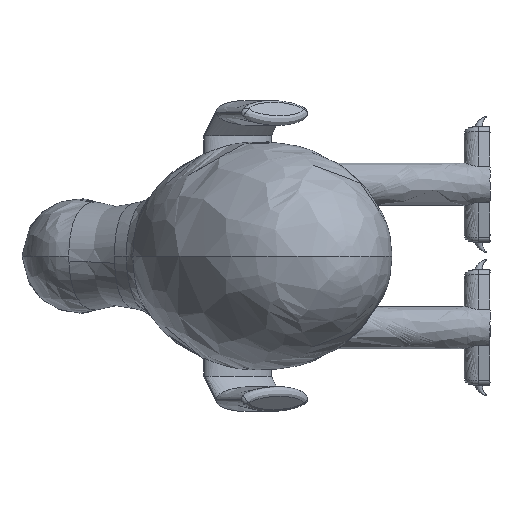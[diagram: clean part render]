
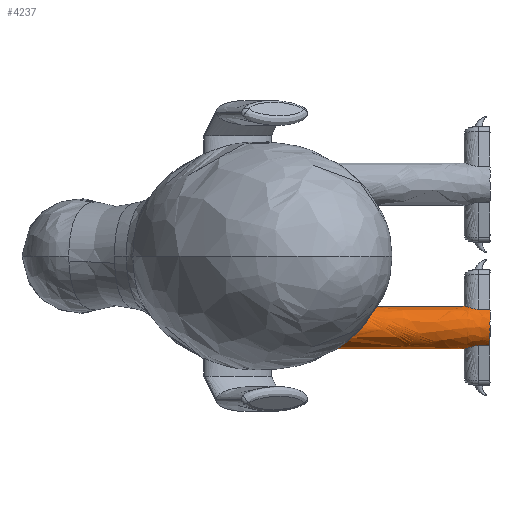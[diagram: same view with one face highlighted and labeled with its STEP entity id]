
A CAD part, left-side view. The second image highlights one B-rep face of the part: STEP entity #4237.
In plain terms, the highlighted free-form (B-spline) face has degree [2, 1] with [5, 2] control points.
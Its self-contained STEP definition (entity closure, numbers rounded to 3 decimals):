
#511 = EDGE_CURVE('',#512,#514,#516,.T.);
#512 = VERTEX_POINT('',#513);
#513 = CARTESIAN_POINT('',(0.,-28.893,
    -13.052));
#514 = VERTEX_POINT('',#515);
#515 = CARTESIAN_POINT('',(0.,-18.731,
    -24.24));
#516 = B_SPLINE_CURVE_WITH_KNOTS('',3,(#517,#518,#519,#520,#521,#522,
    #523,#524,#525,#526,#527,#528,#529,#530,#531,#532,#533,#534,#535,
    #536,#537,#538,#539,#540,#541,#542,#543,#544,#545,#546,#547,#548,
    #549,#550,#551,#552),.UNSPECIFIED.,.F.,.F.,(4,2,2,2,2,2,2,2,2,2,2,2,
    2,2,2,2,2,4),(0.014,0.015,
    0.016,0.016,0.017,
    0.018,0.018,0.019,
    0.02,0.021,0.022,
    0.023,0.024,0.025,
    0.026,0.026,0.027,
    0.028),.UNSPECIFIED.);
#517 = CARTESIAN_POINT('',(0.,-28.893,
    -13.052));
#518 = CARTESIAN_POINT('',(-0.425,-29.012,
    -13.052));
#519 = CARTESIAN_POINT('',(-0.855,-29.101,
    -13.1));
#520 = CARTESIAN_POINT('',(-1.722,-29.21,
    -13.305));
#521 = CARTESIAN_POINT('',(-2.137,-29.227,
    -13.457));
#522 = CARTESIAN_POINT('',(-2.73,-29.193,
    -13.759));
#523 = CARTESIAN_POINT('',(-2.925,-29.172,
    -13.873));
#524 = CARTESIAN_POINT('',(-3.291,-29.109,
    -14.118));
#525 = CARTESIAN_POINT('',(-3.465,-29.068,
    -14.249));
#526 = CARTESIAN_POINT('',(-3.958,-28.916,
    -14.67));
#527 = CARTESIAN_POINT('',(-4.251,-28.776,
    -14.987));
#528 = CARTESIAN_POINT('',(-4.739,-28.435,
    -15.646));
#529 = CARTESIAN_POINT('',(-4.941,-28.232,
    -15.996));
#530 = CARTESIAN_POINT('',(-5.256,-27.786,
    -16.695));
#531 = CARTESIAN_POINT('',(-5.372,-27.542,
    -17.045));
#532 = CARTESIAN_POINT('',(-5.533,-27.017,
    -17.746));
#533 = CARTESIAN_POINT('',(-5.577,-26.738,
    -18.094));
#534 = CARTESIAN_POINT('',(-5.603,-26.165,
    -18.765));
#535 = CARTESIAN_POINT('',(-5.585,-25.869,
    -19.092));
#536 = CARTESIAN_POINT('',(-5.497,-25.26,
    -19.729));
#537 = CARTESIAN_POINT('',(-5.426,-24.945,
    -20.04));
#538 = CARTESIAN_POINT('',(-5.239,-24.315,
    -20.632));
#539 = CARTESIAN_POINT('',(-5.122,-23.999,-20.915
    ));
#540 = CARTESIAN_POINT('',(-4.846,-23.362,
    -21.456));
#541 = CARTESIAN_POINT('',(-4.687,-23.043,
    -21.714));
#542 = CARTESIAN_POINT('',(-4.324,-22.401,
    -22.208));
#543 = CARTESIAN_POINT('',(-4.12,-22.08,-22.442
    ));
#544 = CARTESIAN_POINT('',(-3.672,-21.454,
    -22.877));
#545 = CARTESIAN_POINT('',(-3.428,-21.147,
    -23.078));
#546 = CARTESIAN_POINT('',(-2.89,-20.55,
    -23.447));
#547 = CARTESIAN_POINT('',(-2.593,-20.258,
    -23.615));
#548 = CARTESIAN_POINT('',(-1.949,-19.716,
    -23.901));
#549 = CARTESIAN_POINT('',(-1.602,-19.466,
    -24.02));
#550 = CARTESIAN_POINT('',(-0.837,-19.03,
    -24.191));
#551 = CARTESIAN_POINT('',(-0.433,-18.852,-24.24
    ));
#552 = CARTESIAN_POINT('',(0.,-18.731,
    -24.24));
#2092 = EDGE_CURVE('',#512,#2093,#2095,.T.);
#2093 = VERTEX_POINT('',#2094);
#2094 = CARTESIAN_POINT('',(0.,-53.083,
    -13.052));
#2095 = B_SPLINE_CURVE_WITH_KNOTS('',1,(#2096,#2097),.UNSPECIFIED.,.F.,
  .F.,(2,2),(61.199,77.415),.PIECEWISE_BEZIER_KNOTS.);
#2096 = CARTESIAN_POINT('',(0.,-28.893,
    -13.052));
#2097 = CARTESIAN_POINT('',(0.,-53.083,
    -13.052));
#2150 = VERTEX_POINT('',#2151);
#2151 = CARTESIAN_POINT('',(0.,-53.083,
    -24.24));
#2170 = EDGE_CURVE('',#514,#2150,#2171,.T.);
#2171 = B_SPLINE_CURVE_WITH_KNOTS('',1,(#2172,#2173),.UNSPECIFIED.,.F.,
  .F.,(2,2),(54.386,77.415),.PIECEWISE_BEZIER_KNOTS.);
#2172 = CARTESIAN_POINT('',(0.,-18.731,-24.24));
#2173 = CARTESIAN_POINT('',(0.,-53.083,-24.24));
#4130 = VERTEX_POINT('',#4131);
#4131 = CARTESIAN_POINT('',(-2.949,-59.667,
    -23.4));
#4221 = VERTEX_POINT('',#4222);
#4222 = CARTESIAN_POINT('',(-2.949,-59.667,
    -13.892));
#4227 = EDGE_CURVE('',#4130,#4221,#4228,.T.);
#4228 = ( BOUNDED_CURVE() B_SPLINE_CURVE(2,(#4229,#4230,#4231),
.UNSPECIFIED.,.F.,.F.) B_SPLINE_CURVE_WITH_KNOTS((3,3),(3.697,
5.728),.PIECEWISE_BEZIER_KNOTS.) CURVE() 
GEOMETRIC_REPRESENTATION_ITEM() RATIONAL_B_SPLINE_CURVE((1.,
0.527,1.)) REPRESENTATION_ITEM('') );
#4229 = CARTESIAN_POINT('',(-2.949,-59.667,
    -23.4));
#4230 = CARTESIAN_POINT('',(-10.612,-59.667,
    -18.646));
#4231 = CARTESIAN_POINT('',(-2.949,-59.667,
    -13.892));
#4237 = ADVANCED_FACE('',(#4238),#4294,.T.);
#4238 = FACE_BOUND('',#4239,.T.);
#4239 = EDGE_LOOP('',(#4240,#4241,#4242,#4243,#4266,#4271,#4272,#4279));
#4240 = ORIENTED_EDGE('',*,*,#2092,.F.);
#4241 = ORIENTED_EDGE('',*,*,#511,.T.);
#4242 = ORIENTED_EDGE('',*,*,#2170,.T.);
#4243 = ORIENTED_EDGE('',*,*,#4244,.F.);
#4244 = EDGE_CURVE('',#4245,#2150,#4247,.T.);
#4245 = VERTEX_POINT('',#4246);
#4246 = CARTESIAN_POINT('',(-2.949,-56.683,
    -23.4));
#4247 = B_SPLINE_CURVE_WITH_KNOTS('',3,(#4248,#4249,#4250,#4251,#4252,
    #4253,#4254,#4255,#4256,#4257,#4258,#4259,#4260,#4261,#4262,#4263,
    #4264,#4265),.UNSPECIFIED.,.F.,.F.,(4,2,2,2,2,2,2,2,4),(0.,
    0.,0.001,0.001,
    0.002,0.002,0.003,
    0.003,0.003),.UNSPECIFIED.);
#4248 = CARTESIAN_POINT('',(-2.949,-56.683,
    -23.4));
#4249 = CARTESIAN_POINT('',(-2.949,-56.469,
    -23.4));
#4250 = CARTESIAN_POINT('',(-2.928,-56.26,
    -23.413));
#4251 = CARTESIAN_POINT('',(-2.848,-55.849,
    -23.461));
#4252 = CARTESIAN_POINT('',(-2.788,-55.647,
    -23.496));
#4253 = CARTESIAN_POINT('',(-2.636,-55.259,
    -23.581));
#4254 = CARTESIAN_POINT('',(-2.544,-55.075,
    -23.629));
#4255 = CARTESIAN_POINT('',(-2.331,-54.724,
    -23.732));
#4256 = CARTESIAN_POINT('',(-2.21,-54.556,
    -23.787));
#4257 = CARTESIAN_POINT('',(-1.945,-54.243,
    -23.893));
#4258 = CARTESIAN_POINT('',(-1.802,-54.097,
    -23.944));
#4259 = CARTESIAN_POINT('',(-1.491,-53.826,
    -24.04));
#4260 = CARTESIAN_POINT('',(-1.322,-53.7,
    -24.084));
#4261 = CARTESIAN_POINT('',(-0.973,-53.477,
    -24.157));
#4262 = CARTESIAN_POINT('',(-0.79,-53.379,
    -24.187));
#4263 = CARTESIAN_POINT('',(-0.407,-53.209,
    -24.228));
#4264 = CARTESIAN_POINT('',(-0.205,-53.137,
    -24.24));
#4265 = CARTESIAN_POINT('',(0.,-53.083,
    -24.24));
#4266 = ORIENTED_EDGE('',*,*,#4267,.F.);
#4267 = EDGE_CURVE('',#4130,#4245,#4268,.T.);
#4268 = B_SPLINE_CURVE_WITH_KNOTS('',1,(#4269,#4270),.UNSPECIFIED.,.F.,
  .F.,(2,2),(-81.829,-79.829),.PIECEWISE_BEZIER_KNOTS.);
#4269 = CARTESIAN_POINT('',(-2.949,-59.667,
    -23.4));
#4270 = CARTESIAN_POINT('',(-2.949,-56.683,
    -23.4));
#4271 = ORIENTED_EDGE('',*,*,#4227,.T.);
#4272 = ORIENTED_EDGE('',*,*,#4273,.F.);
#4273 = EDGE_CURVE('',#4274,#4221,#4276,.T.);
#4274 = VERTEX_POINT('',#4275);
#4275 = CARTESIAN_POINT('',(-2.949,-56.683,
    -13.892));
#4276 = B_SPLINE_CURVE_WITH_KNOTS('',1,(#4277,#4278),.UNSPECIFIED.,.F.,
  .F.,(2,2),(79.829,81.829),.PIECEWISE_BEZIER_KNOTS.);
#4277 = CARTESIAN_POINT('',(-2.949,-56.683,
    -13.892));
#4278 = CARTESIAN_POINT('',(-2.949,-59.667,
    -13.892));
#4279 = ORIENTED_EDGE('',*,*,#4280,.F.);
#4280 = EDGE_CURVE('',#2093,#4274,#4281,.T.);
#4281 = B_SPLINE_CURVE_WITH_KNOTS('',3,(#4282,#4283,#4284,#4285,#4286,
    #4287,#4288,#4289,#4290,#4291,#4292,#4293),.UNSPECIFIED.,.F.,.F.,(4,
    2,2,2,2,4),(0.005,0.005,0.006
    ,0.006,0.007,0.008),
  .UNSPECIFIED.);
#4282 = CARTESIAN_POINT('',(0.,-53.083,
    -13.052));
#4283 = CARTESIAN_POINT('',(-0.205,-53.137,
    -13.052));
#4284 = CARTESIAN_POINT('',(-0.406,-53.209,
    -13.064));
#4285 = CARTESIAN_POINT('',(-0.79,-53.379,
    -13.105));
#4286 = CARTESIAN_POINT('',(-0.975,-53.478,
    -13.135));
#4287 = CARTESIAN_POINT('',(-1.505,-53.817,
    -13.246));
#4288 = CARTESIAN_POINT('',(-1.815,-54.088,
    -13.347));
#4289 = CARTESIAN_POINT('',(-2.345,-54.716,
    -13.56));
#4290 = CARTESIAN_POINT('',(-2.558,-55.062,
    -13.668));
#4291 = CARTESIAN_POINT('',(-2.864,-55.839,
    -13.838));
#4292 = CARTESIAN_POINT('',(-2.949,-56.255,
    -13.892));
#4293 = CARTESIAN_POINT('',(-2.949,-56.683,
    -13.892));
#4294 = ( BOUNDED_SURFACE() B_SPLINE_SURFACE(2,1,(
    (#4295,#4296)
    ,(#4297,#4298)
    ,(#4299,#4300)
    ,(#4301,#4302)
    ,(#4303,#4304
)),.UNSPECIFIED.,.F.,.F.,.F.) B_SPLINE_SURFACE_WITH_KNOTS((3,2,3),(2,2),
  (3.142,4.712,6.283),(54.386,
    81.829),.PIECEWISE_BEZIER_KNOTS.) 
GEOMETRIC_REPRESENTATION_ITEM() RATIONAL_B_SPLINE_SURFACE((
    (1.,1.)
    ,(0.707,0.707)
    ,(1.,1.)
    ,(0.707,0.707)
,(1.,1.))) REPRESENTATION_ITEM('') SURFACE() );
#4295 = CARTESIAN_POINT('',(0.,-18.731,
    -13.052));
#4296 = CARTESIAN_POINT('',(0.,-59.667,
    -13.052));
#4297 = CARTESIAN_POINT('',(-5.594,-18.731,
    -13.052));
#4298 = CARTESIAN_POINT('',(-5.594,-59.667,
    -13.052));
#4299 = CARTESIAN_POINT('',(-5.594,-18.731,
    -18.646));
#4300 = CARTESIAN_POINT('',(-5.594,-59.667,
    -18.646));
#4301 = CARTESIAN_POINT('',(-5.594,-18.731,
    -24.24));
#4302 = CARTESIAN_POINT('',(-5.594,-59.667,
    -24.24));
#4303 = CARTESIAN_POINT('',(0.,-18.731,
    -24.24));
#4304 = CARTESIAN_POINT('',(0.,-59.667,
    -24.24));
